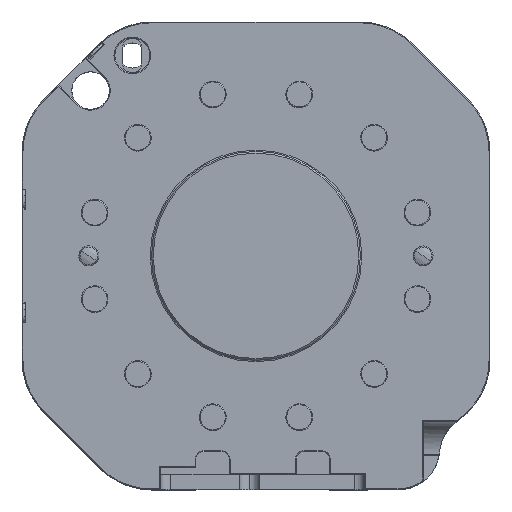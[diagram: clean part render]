
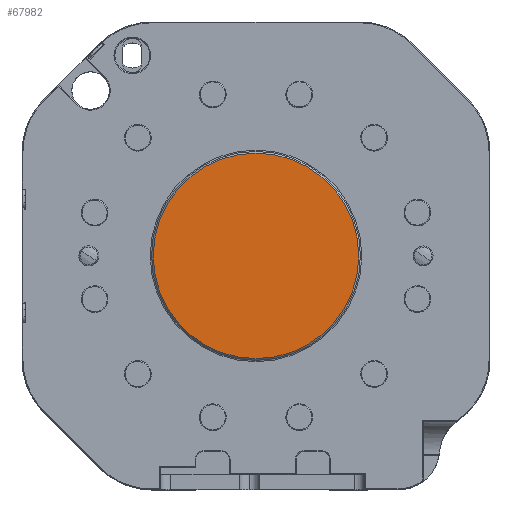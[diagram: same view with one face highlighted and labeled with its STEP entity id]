
A CAD part, top view. The second image highlights one B-rep face of the part: STEP entity #67982.
In plain terms, the highlighted planar face has unit normal (0, 0, 1).
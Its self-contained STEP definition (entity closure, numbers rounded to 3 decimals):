
#2071 = EDGE_LOOP ( 'NONE', ( #68054, #35876 ) ) ;
#11170 = DIRECTION ( 'NONE',  ( 1., 0., 0. ) ) ;
#13688 = PLANE ( 'NONE',  #73046 ) ;
#14316 = CARTESIAN_POINT ( 'NONE',  ( 61.5, 0., 7.5 ) ) ;
#20682 = FACE_OUTER_BOUND ( 'NONE', #2071, .T. ) ;
#22299 = DIRECTION ( 'NONE',  ( 0., 0., 1. ) ) ;
#22691 = CARTESIAN_POINT ( 'NONE',  ( 0., 0., 7.5 ) ) ;
#24664 = VERTEX_POINT ( 'NONE', #14316 ) ;
#29728 = EDGE_CURVE ( 'NONE', #24664, #36475, #71406, .T. ) ;
#35876 = ORIENTED_EDGE ( 'NONE', *, *, #29728, .T. ) ;
#36475 = VERTEX_POINT ( 'NONE', #59209 ) ;
#37358 = CARTESIAN_POINT ( 'NONE',  ( 0., 0., 7.5 ) ) ;
#39971 = CARTESIAN_POINT ( 'NONE',  ( 0., 0., 7.5 ) ) ;
#41248 = EDGE_CURVE ( 'NONE', #36475, #24664, #51583, .T. ) ;
#48867 = AXIS2_PLACEMENT_3D ( 'NONE', #37358, #63555, #56893 ) ;
#51583 = CIRCLE ( 'NONE', #56901, 61.5 ) ;
#53273 = DIRECTION ( 'NONE',  ( 0., 0., 1. ) ) ;
#56893 = DIRECTION ( 'NONE',  ( 1., 0., 0. ) ) ;
#56901 = AXIS2_PLACEMENT_3D ( 'NONE', #39971, #53273, #71529 ) ;
#59209 = CARTESIAN_POINT ( 'NONE',  ( -61.5, 0., 7.5 ) ) ;
#63555 = DIRECTION ( 'NONE',  ( 0., 0., 1. ) ) ;
#67982 = ADVANCED_FACE ( 'NONE', ( #20682 ), #13688, .T. ) ;
#68054 = ORIENTED_EDGE ( 'NONE', *, *, #41248, .T. ) ;
#71406 = CIRCLE ( 'NONE', #48867, 61.5 ) ;
#71529 = DIRECTION ( 'NONE',  ( 1., 0., 0. ) ) ;
#73046 = AXIS2_PLACEMENT_3D ( 'NONE', #22691, #22299, #11170 ) ;
